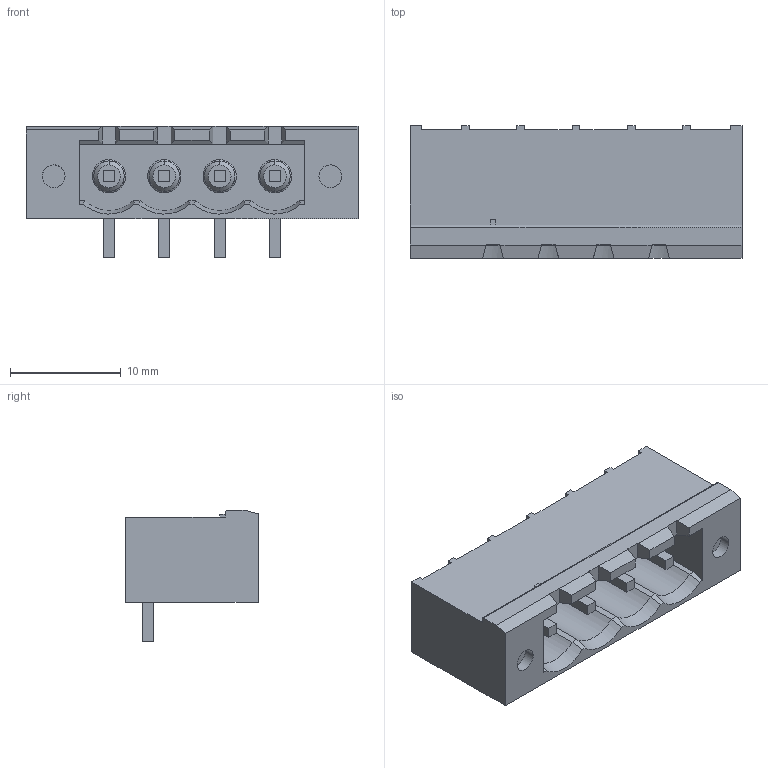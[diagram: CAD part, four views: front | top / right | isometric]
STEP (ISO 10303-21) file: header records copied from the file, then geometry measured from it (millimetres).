
FILE_DESCRIPTION(/* description */ (''),/* implementation_level */ '2;1');
FILE_NAME(/* name */ 'c-796864-4-d-3d',/* time_stamp */ '2022-03-07T13:59:46-05:00',/* author */ (''),/* organization */ (''),/* preprocessor_version */ 'ST-DEVELOPER v16.5',/* originating_system */ 'Rhino 7.15',/* authorisation */ '');
FILE_SCHEMA (('AUTOMOTIVE_DESIGN_CC2'));
Length unit declared in the file: millimetre
Products named in the file (1): Document
Bounding box: 30 x 12 x 11.85 mm (x, y, z)
Volume: 1755.3 mm3; surface area: 2244.2 mm2
Topology: 9 solids, 9 shells, 244 faces, 622 edges, 412 vertices
Faces by surface type: plane 191, cylinder 33, bspline 20
Entity records: 7356 total; most frequent: CARTESIAN_POINT 2992, ORIENTED_EDGE 1244, EDGE_CURVE 622, B_SPLINE_CURVE_WITH_KNOTS 528, VERTEX_POINT 412, EDGE_LOOP 260, ADVANCED_FACE 244, FACE_OUTER_BOUND 244
